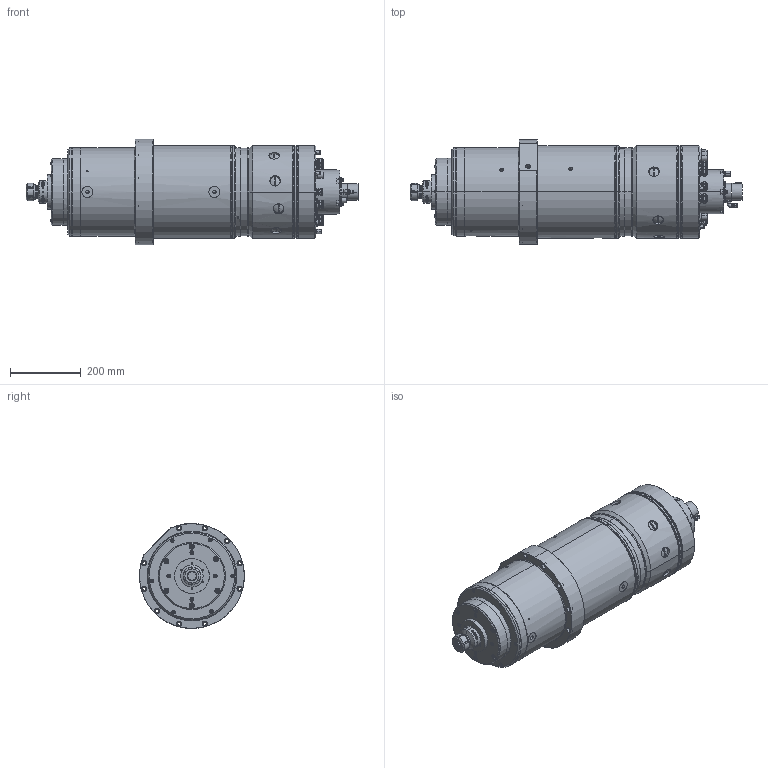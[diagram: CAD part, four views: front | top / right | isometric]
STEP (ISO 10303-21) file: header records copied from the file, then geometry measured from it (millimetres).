
FILE_DESCRIPTION (( 'STEP AP203' ), '1' );
FILE_NAME ('250AI12FHSWY-00-.STEP', '2016-02-22T06:28:42', ( '' ), ( '' ), 'SwSTEP 2.0', 'SolidWorks 2014', '' );
FILE_SCHEMA (( 'CONFIG_CONTROL_DESIGN' ));
Length unit declared in the file: millimetre
Products named in the file (1): 250AI12FHSWY-00-
Bounding box: 941.1 x 297.43 x 297.9 mm (x, y, z)
Surface area: 1023648 mm2 (no closed solid volume)
Topology: 0 solids, 201 shells, 1465 faces, 4478 edges, 3242 vertices
Faces by surface type: cylinder 660, plane 529, cone 144, torus 112, sphere 12, bspline 8
Entity records: 54936 total; most frequent: CARTESIAN_POINT 13452, DIRECTION 9520, ORIENTED_EDGE 7029, EDGE_CURVE 4462, AXIS2_PLACEMENT_3D 3802, VERTEX_POINT 3242, CIRCLE 2344, EDGE_LOOP 1932
